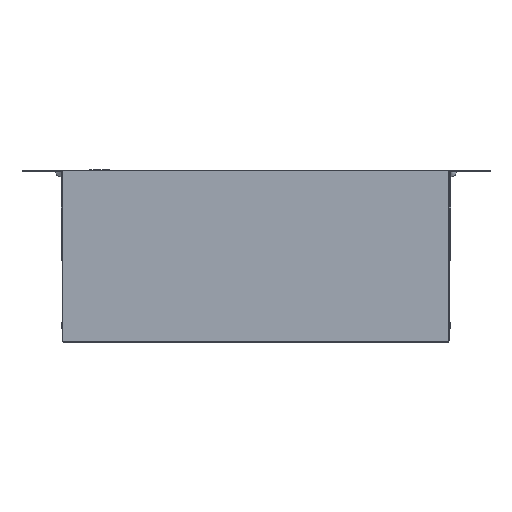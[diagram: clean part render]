
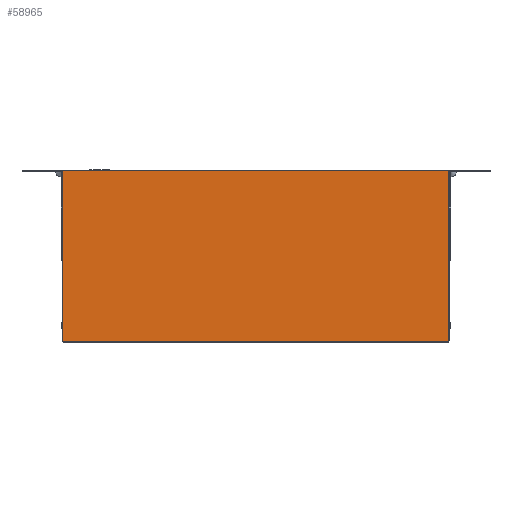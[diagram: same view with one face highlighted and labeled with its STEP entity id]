
A CAD part, front view. The second image highlights one B-rep face of the part: STEP entity #58965.
In plain terms, the highlighted planar face has unit normal (0, -1, 0).
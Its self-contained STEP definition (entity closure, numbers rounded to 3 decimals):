
#10986=DIRECTION('',(1.,0.,0.));
#10987=VECTOR('',#10986,398.5);
#10988=CARTESIAN_POINT('',(-474.599,-32.592,
-155.078));
#10989=LINE('',#10988,#10987);
#10990=DIRECTION('',(0.,0.,-1.));
#10991=VECTOR('',#10990,176.21);
#10992=CARTESIAN_POINT('',(-474.599,-32.592,
21.132));
#10993=LINE('',#10992,#10991);
#10994=DIRECTION('',(-1.,0.,0.));
#10995=VECTOR('',#10994,398.5);
#10996=CARTESIAN_POINT('',(-76.099,-32.592,
21.132));
#10997=LINE('',#10996,#10995);
#10998=DIRECTION('',(0.,0.,1.));
#10999=VECTOR('',#10998,176.21);
#11000=CARTESIAN_POINT('',(-76.099,-32.592,
-155.078));
#11001=LINE('',#11000,#10999);
#40611=CARTESIAN_POINT('',(-474.599,-32.592,
-155.078));
#40612=CARTESIAN_POINT('',(-76.099,-32.592,
-155.078));
#40613=VERTEX_POINT('',#40611);
#40614=VERTEX_POINT('',#40612);
#40615=CARTESIAN_POINT('',(-76.099,-32.592,
21.132));
#40616=VERTEX_POINT('',#40615);
#40617=CARTESIAN_POINT('',(-474.599,-32.592,
21.132));
#40618=VERTEX_POINT('',#40617);
#58952=CARTESIAN_POINT('',(-275.099,-32.592,
-66.378));
#58953=DIRECTION('',(0.,1.,0.));
#58954=DIRECTION('',(0.,0.,1.));
#58955=AXIS2_PLACEMENT_3D('',#58952,#58953,#58954);
#58956=PLANE('',#58955);
#58958=ORIENTED_EDGE('',*,*,#58957,.F.);
#58959=ORIENTED_EDGE('',*,*,#58917,.F.);
#58960=ORIENTED_EDGE('',*,*,#50494,.F.);
#58962=ORIENTED_EDGE('',*,*,#58961,.F.);
#58963=EDGE_LOOP('',(#58958,#58959,#58960,#58962));
#58964=FACE_OUTER_BOUND('',#58963,.F.);
#58965=ADVANCED_FACE('',(#58964),#58956,.F.);
#50494=EDGE_CURVE('',#40616,#40618,#10997,.T.);
#58917=EDGE_CURVE('',#40618,#40613,#10993,.T.);
#58957=EDGE_CURVE('',#40613,#40614,#10989,.T.);
#58961=EDGE_CURVE('',#40614,#40616,#11001,.T.);
